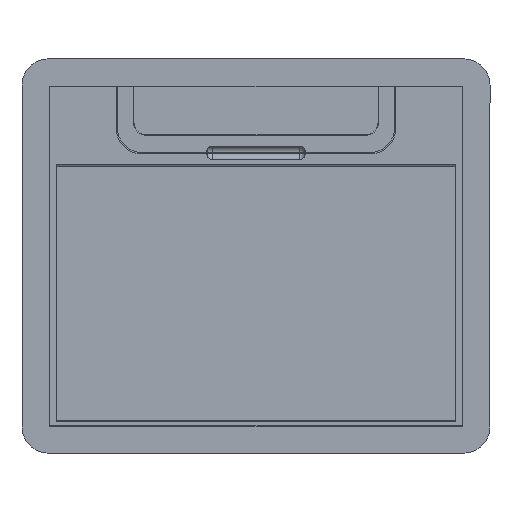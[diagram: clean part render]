
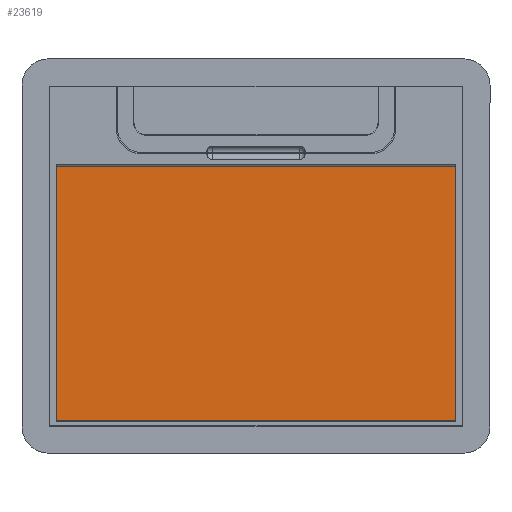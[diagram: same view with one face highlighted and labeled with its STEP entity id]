
A CAD part, top view. The second image highlights one B-rep face of the part: STEP entity #23619.
In plain terms, the highlighted planar face has unit normal (0, 0, 1).
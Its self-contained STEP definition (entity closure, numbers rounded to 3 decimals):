
#22605=CARTESIAN_POINT('Vertex',(54.933,-122.,5.1)) ;
#22608=CARTESIAN_POINT('Line Origine',(-22.77,-122.,5.1)) ;
#22612=CARTESIAN_POINT('Vertex',(-100.474,-122.,5.1)) ;
#22633=CARTESIAN_POINT('Line Origine',(-100.474,0.,5.1)) ;
#22637=CARTESIAN_POINT('Vertex',(-100.474,122.,5.1)) ;
#22657=CARTESIAN_POINT('Line Origine',(-22.77,122.,5.1)) ;
#22661=CARTESIAN_POINT('Vertex',(54.933,122.,5.1)) ;
#23596=CARTESIAN_POINT('Line Origine',(54.933,0.,5.1)) ;
#23608=CARTESIAN_POINT('Axis2P3D Location',(54.933,0.,5.1)) ;
#22609=DIRECTION('Vector Direction',(-1.,0.,0.)) ;
#22634=DIRECTION('Vector Direction',(0.,-1.,0.)) ;
#22658=DIRECTION('Vector Direction',(-1.,0.,0.)) ;
#23597=DIRECTION('Vector Direction',(0.,1.,0.)) ;
#23609=DIRECTION('Axis2P3D Direction',(0.,0.,1.)) ;
#23610=DIRECTION('Axis2P3D XDirection',(-1.,0.,0.)) ;
#23611=AXIS2_PLACEMENT_3D('Plane Axis2P3D',#23608,#23609,#23610) ;
#23614=ORIENTED_EDGE('',*,*,#23600,.F.) ;
#23615=ORIENTED_EDGE('',*,*,#22663,.T.) ;
#23616=ORIENTED_EDGE('',*,*,#22639,.T.) ;
#23617=ORIENTED_EDGE('',*,*,#22614,.F.) ;
#22610=VECTOR('Line Direction',#22609,1.) ;
#22635=VECTOR('Line Direction',#22634,1.) ;
#22659=VECTOR('Line Direction',#22658,1.) ;
#23598=VECTOR('Line Direction',#23597,1.) ;
#23619=ADVANCED_FACE('Corps de pi\X2\00E8\X0\ce.1',(#23618),#23612,.T.) ;
#22614=EDGE_CURVE('',#22606,#22613,#22611,.T.) ;
#22639=EDGE_CURVE('',#22638,#22613,#22636,.T.) ;
#22663=EDGE_CURVE('',#22662,#22638,#22660,.T.) ;
#23600=EDGE_CURVE('',#22662,#22606,#23599,.F.) ;
#23613=EDGE_LOOP('',(#23614,#23615,#23616,#23617)) ;
#23618=FACE_OUTER_BOUND('',#23613,.T.) ;
#22611=LINE('Line',#22608,#22610) ;
#22636=LINE('Line',#22633,#22635) ;
#22660=LINE('Line',#22657,#22659) ;
#23599=LINE('Line',#23596,#23598) ;
#23612=PLANE('',#23611) ;
#22606=VERTEX_POINT('',#22605) ;
#22613=VERTEX_POINT('',#22612) ;
#22638=VERTEX_POINT('',#22637) ;
#22662=VERTEX_POINT('',#22661) ;
